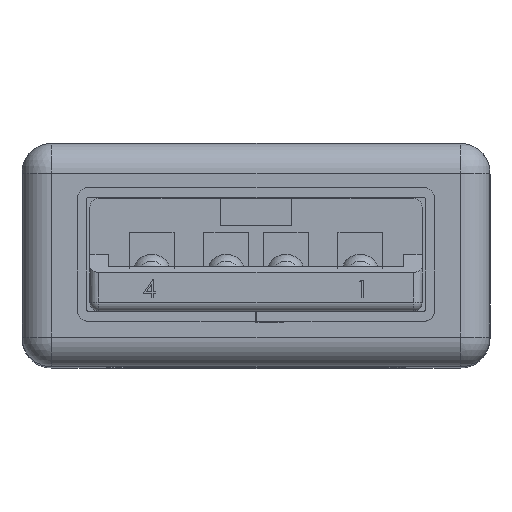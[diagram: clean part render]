
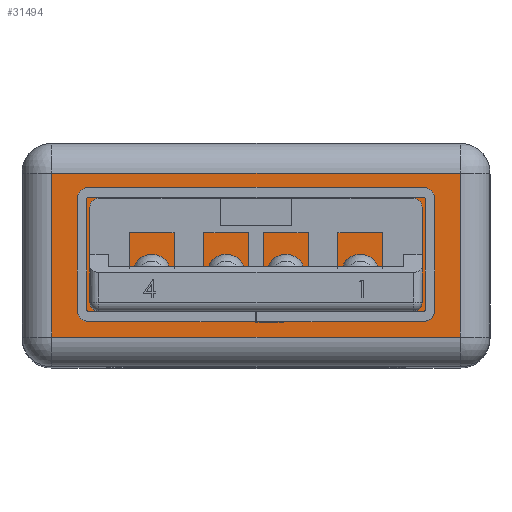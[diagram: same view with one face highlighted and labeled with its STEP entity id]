
A CAD part, top view. The second image highlights one B-rep face of the part: STEP entity #31494.
In plain terms, the highlighted face is planar.
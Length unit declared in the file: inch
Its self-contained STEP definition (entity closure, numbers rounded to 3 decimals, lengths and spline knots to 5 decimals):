
#2856 = PLANE ( 'NONE',  #48729 ) ;
#3206 = FACE_OUTER_BOUND ( 'NONE', #34446, .T. ) ;
#3398 = LINE ( 'NONE', #31793, #46128 ) ;
#4336 = ORIENTED_EDGE ( 'NONE', *, *, #51305, .T. ) ;
#4606 = CARTESIAN_POINT ( 'NONE',  ( 0.26969, -0.10827, 0. ) ) ;
#6042 = LINE ( 'NONE', #6457, #26806 ) ;
#6457 = CARTESIAN_POINT ( 'NONE',  ( 0.26969, 0.14764, 0. ) ) ;
#7064 = DIRECTION ( 'NONE',  ( 1., 0., 0. ) ) ;
#8197 = LINE ( 'NONE', #27148, #50923 ) ;
#12643 = VERTEX_POINT ( 'NONE', #51655 ) ;
#15890 = VECTOR ( 'NONE', #21689, 39.37008 ) ;
#18484 = ORIENTED_EDGE ( 'NONE', *, *, #20054, .T. ) ;
#19218 = CARTESIAN_POINT ( 'NONE',  ( 0.26969, 0.10827, 0. ) ) ;
#20054 = EDGE_CURVE ( 'NONE', #12643, #44895, #3398, .T. ) ;
#21689 = DIRECTION ( 'NONE',  ( 0., 1., 0. ) ) ;
#23000 = DIRECTION ( 'NONE',  ( -1., 0., 0. ) ) ;
#23172 = EDGE_CURVE ( 'NONE', #42223, #51377, #8197, .T. ) ;
#25872 = CARTESIAN_POINT ( 'NONE',  ( -0.26969, 0.14764, 0. ) ) ;
#26806 = VECTOR ( 'NONE', #31236, 39.37008 ) ;
#27148 = CARTESIAN_POINT ( 'NONE',  ( -0.30906, -0.10827, 0. ) ) ;
#31236 = DIRECTION ( 'NONE',  ( 0., -1., 0. ) ) ;
#31494 = ADVANCED_FACE ( 'NONE', ( #3206 ), #2856, .F. ) ;
#31793 = CARTESIAN_POINT ( 'NONE',  ( 0.30906, 0.10827, 0. ) ) ;
#31834 = DIRECTION ( 'NONE',  ( 0., 0., 1. ) ) ;
#34446 = EDGE_LOOP ( 'NONE', ( #18484, #35242, #49429, #4336 ) ) ;
#35242 = ORIENTED_EDGE ( 'NONE', *, *, #41965, .T. ) ;
#35929 = DIRECTION ( 'NONE',  ( 1., 0., 0. ) ) ;
#37887 = LINE ( 'NONE', #25872, #15890 ) ;
#41965 = EDGE_CURVE ( 'NONE', #44895, #42223, #6042, .T. ) ;
#42223 = VERTEX_POINT ( 'NONE', #4606 ) ;
#44895 = VERTEX_POINT ( 'NONE', #19218 ) ;
#46128 = VECTOR ( 'NONE', #35929, 39.37008 ) ;
#46755 = CARTESIAN_POINT ( 'NONE',  ( -0.26969, -0.10827, 0. ) ) ;
#48253 = CARTESIAN_POINT ( 'NONE',  ( -0.30906, 0.14764, 0. ) ) ;
#48729 = AXIS2_PLACEMENT_3D ( 'NONE', #48253, #31834, #7064 ) ;
#49429 = ORIENTED_EDGE ( 'NONE', *, *, #23172, .T. ) ;
#50923 = VECTOR ( 'NONE', #23000, 39.37008 ) ;
#51305 = EDGE_CURVE ( 'NONE', #51377, #12643, #37887, .T. ) ;
#51377 = VERTEX_POINT ( 'NONE', #46755 ) ;
#51655 = CARTESIAN_POINT ( 'NONE',  ( -0.26969, 0.10827, 0. ) ) ;
